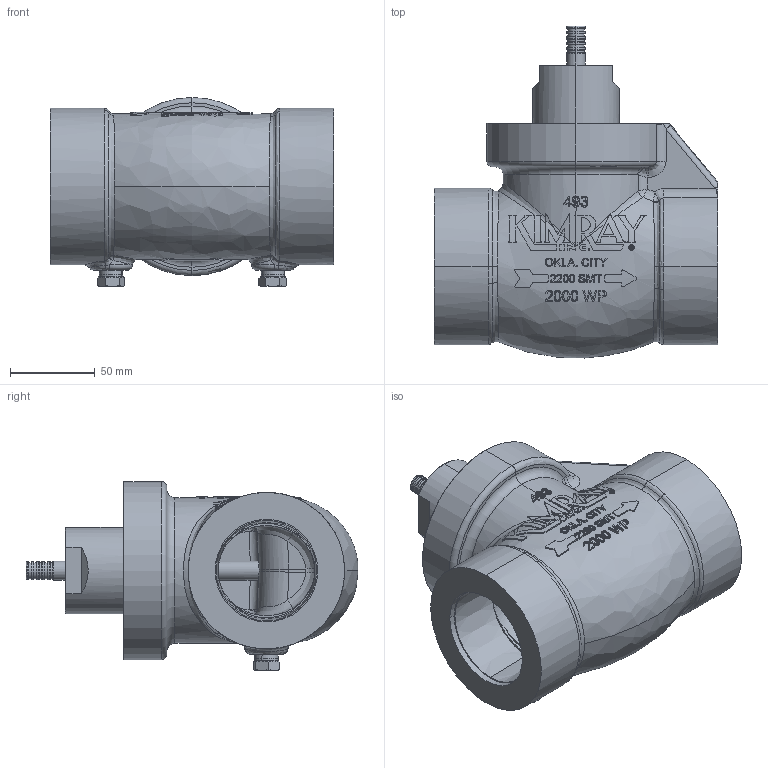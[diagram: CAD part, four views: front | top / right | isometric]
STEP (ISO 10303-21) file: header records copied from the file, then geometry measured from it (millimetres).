
FILE_DESCRIPTION (( 'STEP AP203' ), '1' );
FILE_NAME ('2 INCH BOTTOM WORKS 2200 SMT (ECOBW).step', '2014-01-24T19:21:17', ( 'PCTech' ), ( 'Microsoft' ), 'SwSTEP 2.0', 'SolidWorks 2013', '' );
FILE_SCHEMA (( 'CONFIG_CONTROL_DESIGN' ));
Length unit declared in the file: inch
Products named in the file (1): 2 INCH BOTTOM WORKS 2200 SMT (ECOBW)
Bounding box: 166.67 x 195.29 x 111.12 mm (x, y, z)
Volume: 1118860.5 mm3; surface area: 129539 mm2
Topology: 1 solids, 1 shells, 956 faces, 2481 edges, 1591 vertices
Faces by surface type: plane 381, bspline 298, cylinder 170, torus 51, cone 46, sphere 10
Entity records: 81338 total; most frequent: CARTESIAN_POINT 61397, ORIENTED_EDGE 4932, DIRECTION 2821, EDGE_CURVE 2466, VERTEX_POINT 1588, B_SPLINE_CURVE_WITH_KNOTS 1325, AXIS2_PLACEMENT_3D 1068, EDGE_LOOP 1034
